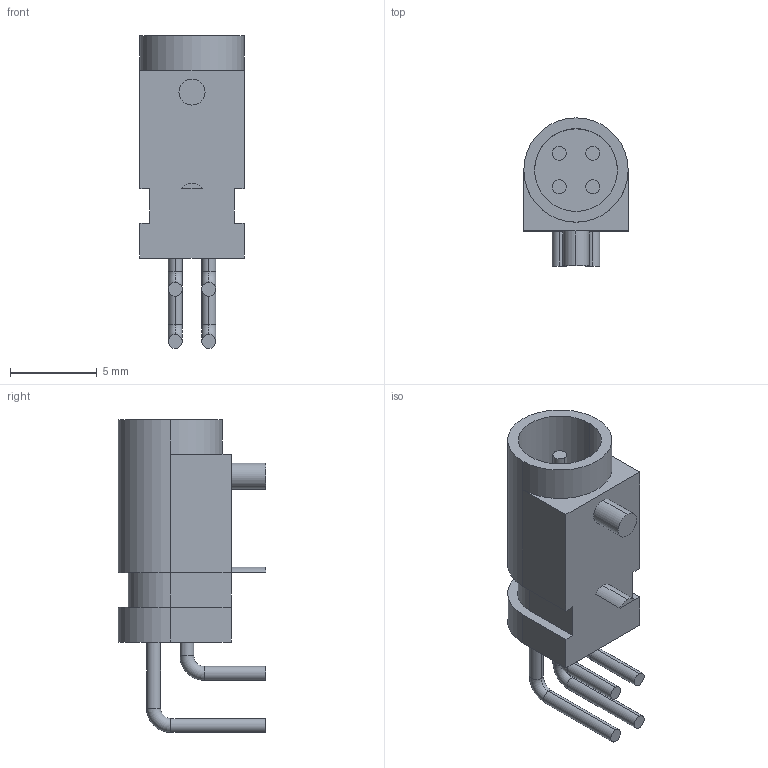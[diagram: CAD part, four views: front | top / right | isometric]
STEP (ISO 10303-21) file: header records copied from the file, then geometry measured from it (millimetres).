
FILE_DESCRIPTION (( 'STEP AP203' ), '1' );
FILE_NAME ('XB-惘鎮4P鼠90僅脣啣宒.STEP', '2023-06-30T13:49:01', ( 'likai' ), ( '' ), 'SwSTEP 2.0', 'SolidWorks 2020', '' );
FILE_SCHEMA (( 'CONFIG_CONTROL_DESIGN' ));
Length unit declared in the file: millimetre
Products named in the file (1): XB-惘鎮4P鼠90僅脣啣宒
Bounding box: 6 x 8.5 x 18 mm (x, y, z)
Volume: 318.3 mm3; surface area: 695.1 mm2
Topology: 5 solids, 5 shells, 303 faces, 783 edges, 516 vertices
Faces by surface type: plane 179, bspline 82, cylinder 34, torus 8
Entity records: 13914 total; most frequent: CARTESIAN_POINT 6933, ORIENTED_EDGE 1566, DIRECTION 1139, EDGE_CURVE 783, LINE 543, VECTOR 543, VERTEX_POINT 516, EDGE_LOOP 329
